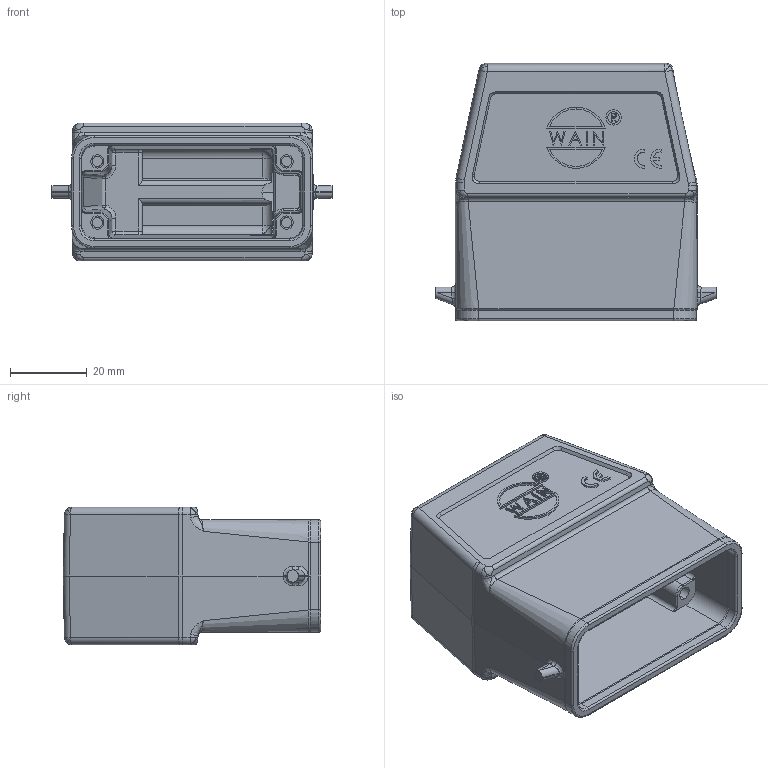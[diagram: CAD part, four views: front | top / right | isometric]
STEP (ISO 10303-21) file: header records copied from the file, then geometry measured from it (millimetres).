
FILE_DESCRIPTION((''),'2;1');
FILE_NAME('H10A-SEH-2B-PG21','2024-01-26T',('11539'),(''),'PRO/ENGINEER BY PARAMETRIC TECHNOLOGY CORPORATION, 2012480','PRO/ENGINEER BY PARAMETRIC TECHNOLOGY CORPORATION, 2012480','');
FILE_SCHEMA(('CONFIG_CONTROL_DESIGN'));
Length unit declared in the file: millimetre
Products named in the file (1): H10A-SEH-2B-PG21
Bounding box: 73.5 x 67.3 x 36 mm (x, y, z)
Volume: 50826.4 mm3; surface area: 26782.6 mm2
Topology: 1 solids, 1 shells, 537 faces, 1361 edges, 846 vertices
Faces by surface type: plane 244, cylinder 182, bspline 52, sphere 25, torus 18, extrusion 10, cone 6
Entity records: 19521 total; most frequent: CARTESIAN_POINT 7098, ORIENTED_EDGE 2676, DIRECTION 2386, EDGE_CURVE 1338, VERTEX_POINT 846, AXIS2_PLACEMENT_3D 803, VECTOR 780, LINE 770
